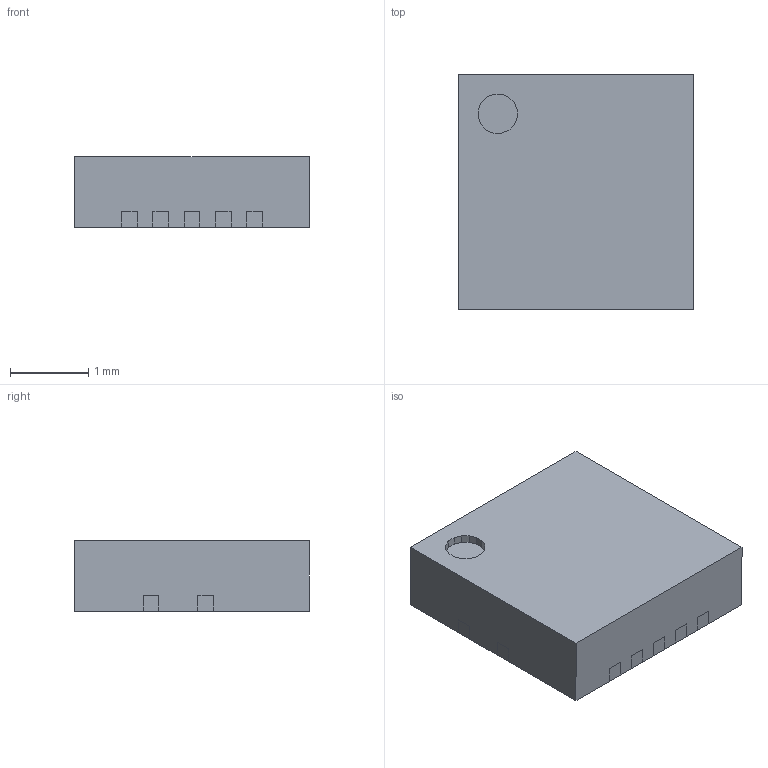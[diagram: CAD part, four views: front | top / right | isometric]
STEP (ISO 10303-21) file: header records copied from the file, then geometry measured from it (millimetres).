
FILE_DESCRIPTION (( 'STEP AP214' ), '1' );
FILE_NAME ('QFN16D3E3e0_4_MP8765.STEP', '2020-03-29T12:08:44', ( '' ), ( '' ), 'SwSTEP 2.0', 'SolidWorks 2017', '' );
FILE_SCHEMA (( 'AUTOMOTIVE_DESIGN' ));
Length unit declared in the file: millimetre
Products named in the file (23): s0_4x0_2o; s0_7x0_2o; s0_6x0_2r; prt_D3E3e0_4; s0_7x0_2r1; QFN16D3E3e0_4_MP8765
Assembly tree (17 placements, depth 2):
  s0_4x0_2o
  s0_7x0_2o
  s0_7x0_2o
  s0_6x0_2r
  s0_4x0_2o
Bounding box: 3 x 3 x 0.9 mm (x, y, z)
Volume: 8.1 mm3; surface area: 39.7 mm2
Topology: 17 solids, 17 shells, 239 faces, 606 edges, 404 vertices
Faces by surface type: plane 187, cylinder 52
Entity records: 5090 total; most frequent: CARTESIAN_POINT 826, ORIENTED_EDGE 792, DIRECTION 788, EDGE_CURVE 396, LINE 336, VECTOR 336, VERTEX_POINT 264, AXIS2_PLACEMENT_3D 226
